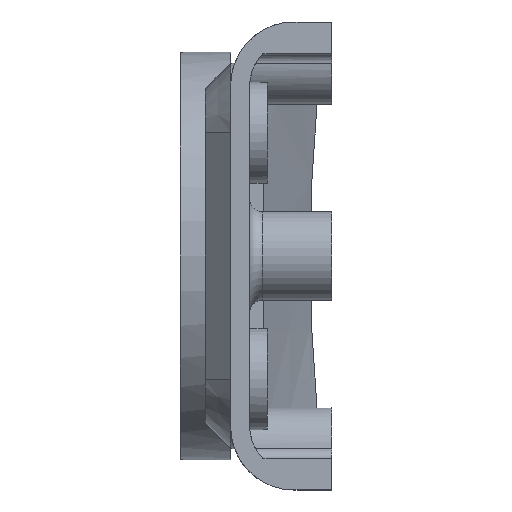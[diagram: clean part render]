
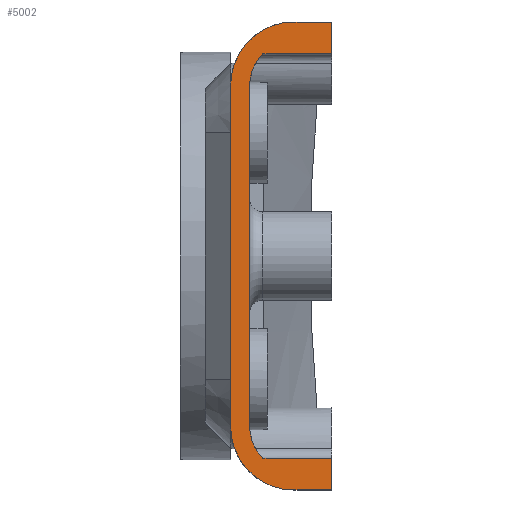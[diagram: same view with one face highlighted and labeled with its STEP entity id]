
A CAD part, left-side view. The second image highlights one B-rep face of the part: STEP entity #5002.
In plain terms, the highlighted planar face has unit normal (-1, 0, 0).
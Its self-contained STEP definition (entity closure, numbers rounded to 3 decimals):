
#70 = EDGE_CURVE ( 'NONE', #1813, #5752, #10371, .T. ) ;
#190 = FACE_OUTER_BOUND ( 'NONE', #2350, .T. ) ;
#315 = CARTESIAN_POINT ( 'NONE',  ( -13.351, 6.5, 0. ) ) ;
#448 = DIRECTION ( 'NONE',  ( 0., 0., -1. ) ) ;
#483 = VECTOR ( 'NONE', #10676, 1000. ) ;
#649 = CARTESIAN_POINT ( 'NONE',  ( -13.351, 8., 18.5 ) ) ;
#924 = CARTESIAN_POINT ( 'NONE',  ( -13.351, 5.449, 16. ) ) ;
#1046 = LINE ( 'NONE', #5160, #1906 ) ;
#1117 = DIRECTION ( 'NONE',  ( 0., 0., -1. ) ) ;
#1128 = CARTESIAN_POINT ( 'NONE',  ( -13.351, 3., -13.5 ) ) ;
#1138 = CARTESIAN_POINT ( 'NONE',  ( -13.351, 8., 13.5 ) ) ;
#1331 = DIRECTION ( 'NONE',  ( 0., 0., -1. ) ) ;
#1397 = DIRECTION ( 'NONE',  ( 0., -1., 0. ) ) ;
#1454 = VERTEX_POINT ( 'NONE', #4655 ) ;
#1458 = VECTOR ( 'NONE', #5616, 1000. ) ;
#1468 = ORIENTED_EDGE ( 'NONE', *, *, #4005, .F. ) ;
#1574 = ORIENTED_EDGE ( 'NONE', *, *, #6518, .F. ) ;
#1813 = VERTEX_POINT ( 'NONE', #2125 ) ;
#1873 = CIRCLE ( 'NONE', #4629, 5. ) ;
#1906 = VECTOR ( 'NONE', #10226, 1000. ) ;
#1925 = LINE ( 'NONE', #315, #4489 ) ;
#1960 = CARTESIAN_POINT ( 'NONE',  ( -13.351, 3., -13.5 ) ) ;
#2125 = CARTESIAN_POINT ( 'NONE',  ( -13.351, 0., 18.5 ) ) ;
#2159 = AXIS2_PLACEMENT_3D ( 'NONE', #1128, #5953, #9300 ) ;
#2192 = AXIS2_PLACEMENT_3D ( 'NONE', #2981, #6284, #7148 ) ;
#2257 = DIRECTION ( 'NONE',  ( -1., 0., 0. ) ) ;
#2350 = EDGE_LOOP ( 'NONE', ( #8778, #10380, #8989, #1574, #7840, #6369, #8020, #3722, #5808, #9903, #5353, #1468 ) ) ;
#2373 = VERTEX_POINT ( 'NONE', #7508 ) ;
#2498 = VERTEX_POINT ( 'NONE', #6042 ) ;
#2632 = EDGE_CURVE ( 'NONE', #6345, #4547, #1925, .T. ) ;
#2981 = CARTESIAN_POINT ( 'NONE',  ( -13.351, 3., 13.5 ) ) ;
#3413 = EDGE_CURVE ( 'NONE', #2498, #5510, #8294, .T. ) ;
#3479 = PLANE ( 'NONE',  #9852 ) ;
#3682 = VERTEX_POINT ( 'NONE', #1138 ) ;
#3722 = ORIENTED_EDGE ( 'NONE', *, *, #2632, .F. ) ;
#3726 = CARTESIAN_POINT ( 'NONE',  ( -13.351, -3.961, -41.479 ) ) ;
#3776 = DIRECTION ( 'NONE',  ( 1., 0., 0. ) ) ;
#3983 = CARTESIAN_POINT ( 'NONE',  ( -13.351, 8., -18.5 ) ) ;
#4005 = EDGE_CURVE ( 'NONE', #1454, #1813, #8975, .T. ) ;
#4047 = CARTESIAN_POINT ( 'NONE',  ( -13.351, 0., 16. ) ) ;
#4179 = CARTESIAN_POINT ( 'NONE',  ( -13.351, 0., 0. ) ) ;
#4489 = VECTOR ( 'NONE', #1117, 1000. ) ;
#4547 = VERTEX_POINT ( 'NONE', #6933 ) ;
#4629 = AXIS2_PLACEMENT_3D ( 'NONE', #1960, #6032, #448 ) ;
#4655 = CARTESIAN_POINT ( 'NONE',  ( -13.351, 3., 18.5 ) ) ;
#4710 = DIRECTION ( 'NONE',  ( 0., 0., -1. ) ) ;
#4741 = EDGE_CURVE ( 'NONE', #2498, #10069, #1046, .T. ) ;
#4756 = VECTOR ( 'NONE', #9154, 1000. ) ;
#4838 = CARTESIAN_POINT ( 'NONE',  ( -13.351, 8., 0. ) ) ;
#4944 = CARTESIAN_POINT ( 'NONE',  ( -13.351, 8., -13.5 ) ) ;
#5002 = ADVANCED_FACE ( 'NONE', ( #190 ), #3479, .F. ) ;
#5082 = EDGE_CURVE ( 'NONE', #1454, #3682, #6056, .T. ) ;
#5160 = CARTESIAN_POINT ( 'NONE',  ( -13.351, 137.933, -16. ) ) ;
#5269 = EDGE_CURVE ( 'NONE', #5528, #5752, #9621, .T. ) ;
#5353 = ORIENTED_EDGE ( 'NONE', *, *, #70, .F. ) ;
#5506 = CARTESIAN_POINT ( 'NONE',  ( -13.351, 3., 13.5 ) ) ;
#5510 = VERTEX_POINT ( 'NONE', #7411 ) ;
#5528 = VERTEX_POINT ( 'NONE', #924 ) ;
#5548 = CARTESIAN_POINT ( 'NONE',  ( -13.351, 6.5, 13.5 ) ) ;
#5616 = DIRECTION ( 'NONE',  ( 0., -1., 0. ) ) ;
#5752 = VERTEX_POINT ( 'NONE', #4047 ) ;
#5802 = EDGE_CURVE ( 'NONE', #4547, #10069, #10282, .T. ) ;
#5808 = ORIENTED_EDGE ( 'NONE', *, *, #8384, .F. ) ;
#5953 = DIRECTION ( 'NONE',  ( -1., 0., 0. ) ) ;
#6032 = DIRECTION ( 'NONE',  ( -1., 0., 0. ) ) ;
#6042 = CARTESIAN_POINT ( 'NONE',  ( -13.351, 0., -16. ) ) ;
#6056 = CIRCLE ( 'NONE', #7350, 5. ) ;
#6063 = VECTOR ( 'NONE', #1331, 1000. ) ;
#6284 = DIRECTION ( 'NONE',  ( -1., 0., 0. ) ) ;
#6300 = CARTESIAN_POINT ( 'NONE',  ( -13.351, 5.449, -16. ) ) ;
#6345 = VERTEX_POINT ( 'NONE', #5548 ) ;
#6369 = ORIENTED_EDGE ( 'NONE', *, *, #4741, .T. ) ;
#6484 = VECTOR ( 'NONE', #1397, 1000. ) ;
#6518 = EDGE_CURVE ( 'NONE', #5510, #2373, #9017, .T. ) ;
#6933 = CARTESIAN_POINT ( 'NONE',  ( -13.351, 6.5, -13.5 ) ) ;
#7148 = DIRECTION ( 'NONE',  ( 0., 0., -1. ) ) ;
#7350 = AXIS2_PLACEMENT_3D ( 'NONE', #5506, #2257, #4710 ) ;
#7411 = CARTESIAN_POINT ( 'NONE',  ( -13.351, 0., -18.5 ) ) ;
#7508 = CARTESIAN_POINT ( 'NONE',  ( -13.351, 3., -18.5 ) ) ;
#7804 = EDGE_CURVE ( 'NONE', #3682, #10330, #8311, .T. ) ;
#7840 = ORIENTED_EDGE ( 'NONE', *, *, #3413, .F. ) ;
#7867 = EDGE_CURVE ( 'NONE', #10330, #2373, #1873, .T. ) ;
#7878 = VECTOR ( 'NONE', #9768, 1000. ) ;
#8020 = ORIENTED_EDGE ( 'NONE', *, *, #5802, .F. ) ;
#8294 = LINE ( 'NONE', #4179, #4756 ) ;
#8311 = LINE ( 'NONE', #4838, #483 ) ;
#8384 = EDGE_CURVE ( 'NONE', #5528, #6345, #8760, .T. ) ;
#8654 = CARTESIAN_POINT ( 'NONE',  ( -13.351, 137.933, 16. ) ) ;
#8696 = CARTESIAN_POINT ( 'NONE',  ( -13.351, 0., 0. ) ) ;
#8760 = CIRCLE ( 'NONE', #2192, 3.5 ) ;
#8778 = ORIENTED_EDGE ( 'NONE', *, *, #5082, .T. ) ;
#8975 = LINE ( 'NONE', #649, #1458 ) ;
#8989 = ORIENTED_EDGE ( 'NONE', *, *, #7867, .T. ) ;
#9017 = LINE ( 'NONE', #3983, #7878 ) ;
#9154 = DIRECTION ( 'NONE',  ( 0., 0., -1. ) ) ;
#9300 = DIRECTION ( 'NONE',  ( 0., 0., -1. ) ) ;
#9621 = LINE ( 'NONE', #8654, #6484 ) ;
#9768 = DIRECTION ( 'NONE',  ( 0., 1., 0. ) ) ;
#9852 = AXIS2_PLACEMENT_3D ( 'NONE', #3726, #3776, #10488 ) ;
#9903 = ORIENTED_EDGE ( 'NONE', *, *, #5269, .T. ) ;
#10069 = VERTEX_POINT ( 'NONE', #6300 ) ;
#10226 = DIRECTION ( 'NONE',  ( 0., 1., 0. ) ) ;
#10282 = CIRCLE ( 'NONE', #2159, 3.5 ) ;
#10330 = VERTEX_POINT ( 'NONE', #4944 ) ;
#10371 = LINE ( 'NONE', #8696, #6063 ) ;
#10380 = ORIENTED_EDGE ( 'NONE', *, *, #7804, .T. ) ;
#10488 = DIRECTION ( 'NONE',  ( 0., 0., -1. ) ) ;
#10676 = DIRECTION ( 'NONE',  ( 0., 0., -1. ) ) ;
